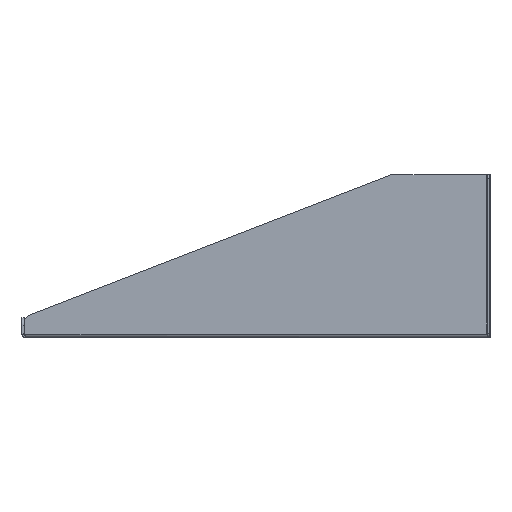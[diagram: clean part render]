
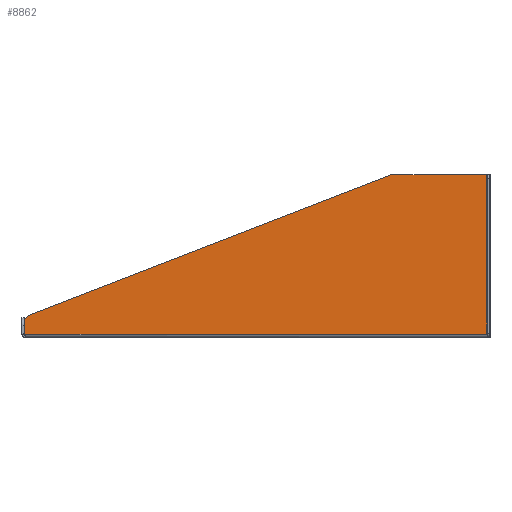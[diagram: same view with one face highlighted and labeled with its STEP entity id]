
A CAD part, left-side view. The second image highlights one B-rep face of the part: STEP entity #8862.
In plain terms, the highlighted planar face has unit normal (-1, 0, 0).
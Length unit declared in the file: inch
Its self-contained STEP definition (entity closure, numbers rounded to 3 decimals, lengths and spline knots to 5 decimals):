
#87 = DIRECTION ( 'NONE',  ( 1., 0., 0. ) ) ;
#193 = CARTESIAN_POINT ( 'NONE',  ( -8.75, 7.40151, 0.06249 ) ) ;
#1258 = ORIENTED_EDGE ( 'NONE', *, *, #8946, .F. ) ;
#1347 = VECTOR ( 'NONE', #2055, 39.37008 ) ;
#1408 = DIRECTION ( 'NONE',  ( 0., -0.932, 0.361 ) ) ;
#1681 = VERTEX_POINT ( 'NONE', #12388 ) ;
#1759 = EDGE_CURVE ( 'NONE', #14937, #14278, #19168, .T. ) ;
#2035 = VECTOR ( 'NONE', #1408, 39.37008 ) ;
#2055 = DIRECTION ( 'NONE',  ( 0., 1., 0. ) ) ;
#2072 = ORIENTED_EDGE ( 'NONE', *, *, #1759, .F. ) ;
#2165 = EDGE_CURVE ( 'NONE', #14937, #1681, #8520, .T. ) ;
#2298 = VECTOR ( 'NONE', #3886, 39.37008 ) ;
#2571 = DIRECTION ( 'NONE',  ( 1., 0., 0. ) ) ;
#2673 = CARTESIAN_POINT ( 'NONE',  ( -8.75, -7.428, 0.06249 ) ) ;
#2873 = ORIENTED_EDGE ( 'NONE', *, *, #20275, .F. ) ;
#3522 = ORIENTED_EDGE ( 'NONE', *, *, #3585, .F. ) ;
#3585 = EDGE_CURVE ( 'NONE', #5119, #18055, #10789, .T. ) ;
#3886 = DIRECTION ( 'NONE',  ( 0., 0., 1. ) ) ;
#4119 = VECTOR ( 'NONE', #19078, 39.37008 ) ;
#4691 = CARTESIAN_POINT ( 'NONE',  ( -8.75, 7.37063, 0.108 ) ) ;
#4720 = EDGE_CURVE ( 'NONE', #14428, #17186, #16510, .T. ) ;
#5075 = CARTESIAN_POINT ( 'NONE',  ( -8.75, -7.464, 5.218 ) ) ;
#5119 = VERTEX_POINT ( 'NONE', #15510 ) ;
#5406 = AXIS2_PLACEMENT_3D ( 'NONE', #193, #87, #6377 ) ;
#6250 = CARTESIAN_POINT ( 'NONE',  ( -8.75, 7.39192, 0.06249 ) ) ;
#6377 = DIRECTION ( 'NONE',  ( 0., 0., 1. ) ) ;
#7028 = CARTESIAN_POINT ( 'NONE',  ( -8.75, -7.428, 0.108 ) ) ;
#7307 = AXIS2_PLACEMENT_3D ( 'NONE', #17670, #2571, #9735 ) ;
#7777 = VECTOR ( 'NONE', #18877, 39.37008 ) ;
#7838 = CARTESIAN_POINT ( 'NONE',  ( -8.75, 7.39192, 0.57208 ) ) ;
#7966 = ORIENTED_EDGE ( 'NONE', *, *, #16930, .T. ) ;
#8086 = VECTOR ( 'NONE', #9450, 39.37008 ) ;
#8229 = CARTESIAN_POINT ( 'NONE',  ( -8.75, -7.464, 0.108 ) ) ;
#8249 = LINE ( 'NONE', #5075, #4119 ) ;
#8520 = LINE ( 'NONE', #17920, #2298 ) ;
#8862 = ADVANCED_FACE ( 'NONE', ( #13037 ), #10320, .F. ) ;
#8946 = EDGE_CURVE ( 'NONE', #17691, #1681, #18651, .T. ) ;
#9450 = DIRECTION ( 'NONE',  ( 0., 0., 1. ) ) ;
#9735 = DIRECTION ( 'NONE',  ( 0., 0., -1. ) ) ;
#10320 = PLANE ( 'NONE',  #7307 ) ;
#10604 = VECTOR ( 'NONE', #20311, 39.37008 ) ;
#10789 = LINE ( 'NONE', #16690, #2035 ) ;
#11669 = CIRCLE ( 'NONE', #5406, 0.055 ) ;
#11879 = CARTESIAN_POINT ( 'NONE',  ( -8.75, -7.428, 5.218 ) ) ;
#11924 = ORIENTED_EDGE ( 'NONE', *, *, #18924, .F. ) ;
#12388 = CARTESIAN_POINT ( 'NONE',  ( -8.75, -7.428, 0.10808 ) ) ;
#13037 = FACE_OUTER_BOUND ( 'NONE', #13597, .T. ) ;
#13082 = CARTESIAN_POINT ( 'NONE',  ( -8.75, -4.389, 5.218 ) ) ;
#13471 = CARTESIAN_POINT ( 'NONE',  ( -8.75, 7.39192, 0.57208 ) ) ;
#13597 = EDGE_LOOP ( 'NONE', ( #7966, #2072, #18031, #1258, #2873, #3522, #11924, #18477 ) ) ;
#14278 = VERTEX_POINT ( 'NONE', #4691 ) ;
#14428 = VERTEX_POINT ( 'NONE', #17684 ) ;
#14937 = VERTEX_POINT ( 'NONE', #7028 ) ;
#15510 = CARTESIAN_POINT ( 'NONE',  ( -8.75, 7.25992, 0.70408 ) ) ;
#16510 = LINE ( 'NONE', #6250, #8086 ) ;
#16690 = CARTESIAN_POINT ( 'NONE',  ( -8.75, 7.25992, 0.70408 ) ) ;
#16930 = EDGE_CURVE ( 'NONE', #14428, #14278, #11669, .T. ) ;
#17036 = LINE ( 'NONE', #7838, #7777 ) ;
#17186 = VERTEX_POINT ( 'NONE', #13471 ) ;
#17670 = CARTESIAN_POINT ( 'NONE',  ( -8.75, -7.464, 0.06249 ) ) ;
#17684 = CARTESIAN_POINT ( 'NONE',  ( -8.75, 7.39192, 0.11665 ) ) ;
#17691 = VERTEX_POINT ( 'NONE', #11879 ) ;
#17920 = CARTESIAN_POINT ( 'NONE',  ( -8.75, -7.428, 0.10808 ) ) ;
#18031 = ORIENTED_EDGE ( 'NONE', *, *, #2165, .T. ) ;
#18055 = VERTEX_POINT ( 'NONE', #13082 ) ;
#18477 = ORIENTED_EDGE ( 'NONE', *, *, #4720, .F. ) ;
#18651 = LINE ( 'NONE', #2673, #10604 ) ;
#18877 = DIRECTION ( 'NONE',  ( 0., -0.707, 0.707 ) ) ;
#18924 = EDGE_CURVE ( 'NONE', #17186, #5119, #17036, .T. ) ;
#19078 = DIRECTION ( 'NONE',  ( 0., -1., 0. ) ) ;
#19168 = LINE ( 'NONE', #8229, #1347 ) ;
#20275 = EDGE_CURVE ( 'NONE', #18055, #17691, #8249, .T. ) ;
#20311 = DIRECTION ( 'NONE',  ( 0., 0., -1. ) ) ;
